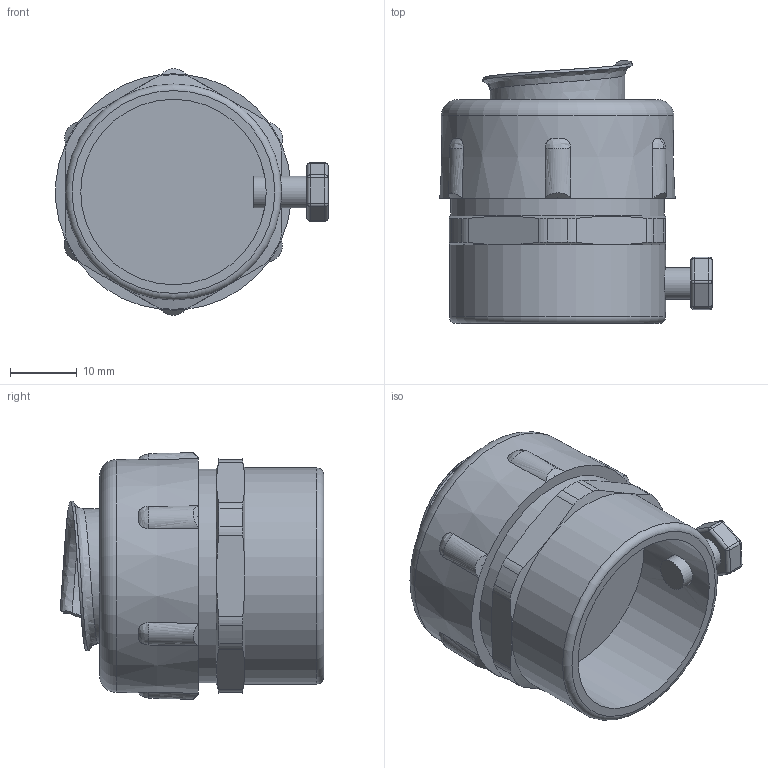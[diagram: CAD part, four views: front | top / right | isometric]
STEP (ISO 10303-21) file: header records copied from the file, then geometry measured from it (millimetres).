
FILE_DESCRIPTION(/* description */ (''),/* implementation_level */ '2;1');
FILE_NAME(/* name */ '',/* time_stamp */ '2025-06-04T16:56:40+07:00',/* author */ ('zeta-82'),/* organization */ (''),/* preprocessor_version */ 'ST-DEVELOPER v19.2',/* originating_system */ 'Autodesk Inventor 2024',/* authorisation */ '');
FILE_SCHEMA (('AUTOMOTIVE_DESIGN { 1 0 10303 214 3 1 1 }'));
Length unit declared in the file: millimetre
Products named in the file (1): МТ-22
Bounding box: 40.84 x 39.47 x 36.97 mm (x, y, z)
Volume: 21037 mm3; surface area: 8342.7 mm2
Topology: 8 solids, 8 shells, 189 faces, 457 edges, 285 vertices
Faces by surface type: cylinder 73, plane 43, bspline 38, sphere 18, cone 14, torus 3
Full cylindrical faces by diameter (mm): 4.8 x1, 5 x1, 19.4 x1, 20.2 x1, 26 x1, 27.8 x1, 32 x1, 32.4 x1
Entity records: 7642 total; most frequent: CARTESIAN_POINT 3164, ORIENTED_EDGE 916, DIRECTION 828, EDGE_CURVE 458, AXIS2_PLACEMENT_3D 324, VERTEX_POINT 290, EDGE_LOOP 196, STYLED_ITEM 194
